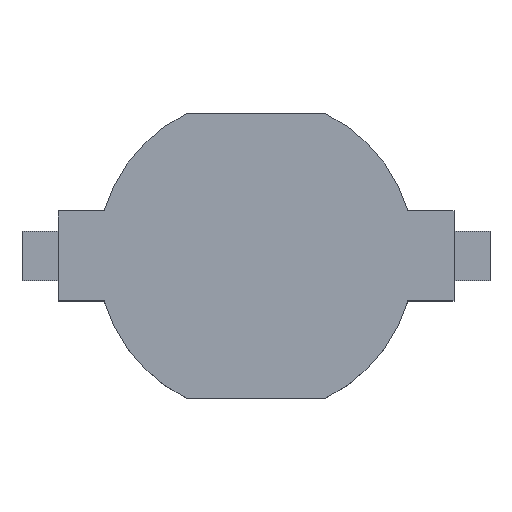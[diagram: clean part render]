
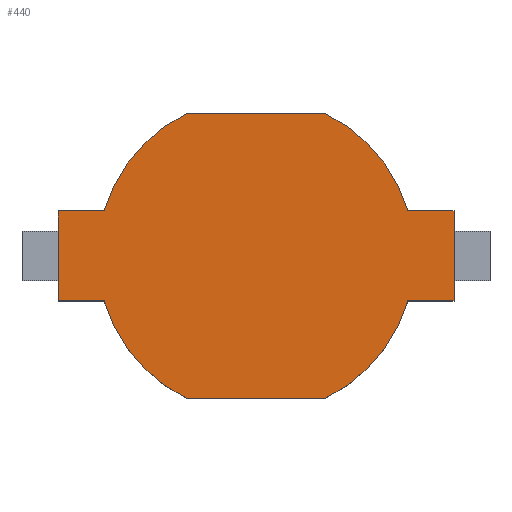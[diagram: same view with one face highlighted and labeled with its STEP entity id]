
A CAD part, top view. The second image highlights one B-rep face of the part: STEP entity #440.
In plain terms, the highlighted planar face has unit normal (0, 0, 1).
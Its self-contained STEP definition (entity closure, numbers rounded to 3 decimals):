
#21=CIRCLE('',#469,11.176);
#23=CIRCLE('',#475,11.176);
#25=CIRCLE('',#479,11.176);
#27=CIRCLE('',#484,11.176);
#88=ORIENTED_EDGE('',*,*,#162,.F.);
#89=ORIENTED_EDGE('',*,*,#195,.F.);
#90=ORIENTED_EDGE('',*,*,#192,.F.);
#91=ORIENTED_EDGE('',*,*,#154,.F.);
#92=ORIENTED_EDGE('',*,*,#190,.F.);
#93=ORIENTED_EDGE('',*,*,#187,.F.);
#94=ORIENTED_EDGE('',*,*,#184,.F.);
#95=ORIENTED_EDGE('',*,*,#181,.F.);
#96=ORIENTED_EDGE('',*,*,#178,.F.);
#97=ORIENTED_EDGE('',*,*,#175,.F.);
#98=ORIENTED_EDGE('',*,*,#168,.F.);
#99=ORIENTED_EDGE('',*,*,#165,.F.);
#154=EDGE_CURVE('',#214,#215,#254,.T.);
#162=EDGE_CURVE('',#222,#223,#262,.T.);
#165=EDGE_CURVE('',#223,#225,#21,.T.);
#168=EDGE_CURVE('',#225,#227,#266,.T.);
#175=EDGE_CURVE('',#227,#233,#273,.T.);
#178=EDGE_CURVE('',#233,#235,#276,.T.);
#181=EDGE_CURVE('',#235,#237,#23,.T.);
#184=EDGE_CURVE('',#237,#239,#280,.T.);
#187=EDGE_CURVE('',#239,#241,#25,.T.);
#190=EDGE_CURVE('',#241,#214,#284,.T.);
#192=EDGE_CURVE('',#215,#243,#286,.T.);
#195=EDGE_CURVE('',#243,#222,#27,.T.);
#214=VERTEX_POINT('',#621);
#215=VERTEX_POINT('',#623);
#222=VERTEX_POINT('',#638);
#223=VERTEX_POINT('',#640);
#225=VERTEX_POINT('',#646);
#227=VERTEX_POINT('',#652);
#233=VERTEX_POINT('',#666);
#235=VERTEX_POINT('',#672);
#237=VERTEX_POINT('',#678);
#239=VERTEX_POINT('',#684);
#241=VERTEX_POINT('',#690);
#243=VERTEX_POINT('',#699);
#254=LINE('',#622,#306);
#262=LINE('',#639,#314);
#266=LINE('',#651,#318);
#273=LINE('',#665,#325);
#276=LINE('',#671,#328);
#280=LINE('',#683,#332);
#284=LINE('',#694,#336);
#286=LINE('',#698,#338);
#306=VECTOR('',#503,1000.);
#314=VECTOR('',#513,1000.);
#318=VECTOR('',#525,1000.);
#325=VECTOR('',#534,1000.);
#328=VECTOR('',#539,1000.);
#332=VECTOR('',#551,1000.);
#336=VECTOR('',#563,1000.);
#338=VECTOR('',#567,1000.);
#370=EDGE_LOOP('',(#88,#89,#90,#91,#92,#93,#94,#95,#96,#97,#98,#99));
#396=FACE_BOUND('',#370,.T.);
#416=PLANE('',#485);
#440=ADVANCED_FACE('',(#396),#416,.F.);
#469=AXIS2_PLACEMENT_3D('',#645,#519,#520);
#475=AXIS2_PLACEMENT_3D('',#677,#545,#546);
#479=AXIS2_PLACEMENT_3D('',#689,#557,#558);
#484=AXIS2_PLACEMENT_3D('',#703,#573,#574);
#485=AXIS2_PLACEMENT_3D('',#704,#575,#576);
#503=DIRECTION('',(0.,-1.,0.));
#513=DIRECTION('',(-1.,0.,0.));
#519=DIRECTION('',(0.,0.,-1.));
#520=DIRECTION('',(1.,0.,0.));
#525=DIRECTION('',(-1.,0.,0.));
#534=DIRECTION('',(0.,1.,0.));
#539=DIRECTION('',(1.,0.,0.));
#545=DIRECTION('',(0.,0.,-1.));
#546=DIRECTION('',(1.,0.,0.));
#551=DIRECTION('',(1.,0.,0.));
#557=DIRECTION('',(0.,0.,-1.));
#558=DIRECTION('',(1.,0.,0.));
#563=DIRECTION('',(1.,0.,0.));
#567=DIRECTION('',(-1.,0.,0.));
#573=DIRECTION('',(0.,0.,-1.));
#574=DIRECTION('',(1.,0.,0.));
#575=DIRECTION('',(0.,0.,-1.));
#576=DIRECTION('',(-1.,0.,0.));
#621=CARTESIAN_POINT('',(13.97,3.175,1.829));
#622=CARTESIAN_POINT('',(13.97,-3.175,1.829));
#623=CARTESIAN_POINT('',(13.97,-3.175,1.829));
#638=CARTESIAN_POINT('',(4.924,-10.033,1.829));
#639=CARTESIAN_POINT('',(-4.924,-10.033,1.829));
#640=CARTESIAN_POINT('',(-4.924,-10.033,1.829));
#645=CARTESIAN_POINT('',(0.,0.,1.829));
#646=CARTESIAN_POINT('',(-10.716,-3.175,1.829));
#651=CARTESIAN_POINT('',(-13.97,-3.175,1.829));
#652=CARTESIAN_POINT('',(-13.97,-3.175,1.829));
#665=CARTESIAN_POINT('',(-13.97,3.175,1.829));
#666=CARTESIAN_POINT('',(-13.97,3.175,1.829));
#671=CARTESIAN_POINT('',(-10.716,3.175,1.829));
#672=CARTESIAN_POINT('',(-10.716,3.175,1.829));
#677=CARTESIAN_POINT('',(0.,0.,1.829));
#678=CARTESIAN_POINT('',(-4.924,10.033,1.829));
#683=CARTESIAN_POINT('',(-4.924,10.033,1.829));
#684=CARTESIAN_POINT('',(4.924,10.033,1.829));
#689=CARTESIAN_POINT('',(0.,0.,1.829));
#690=CARTESIAN_POINT('',(10.716,3.175,1.829));
#694=CARTESIAN_POINT('',(13.97,3.175,1.829));
#698=CARTESIAN_POINT('',(10.716,-3.175,1.829));
#699=CARTESIAN_POINT('',(10.716,-3.175,1.829));
#703=CARTESIAN_POINT('',(0.,0.,1.829));
#704=CARTESIAN_POINT('',(0.,0.,1.829));
